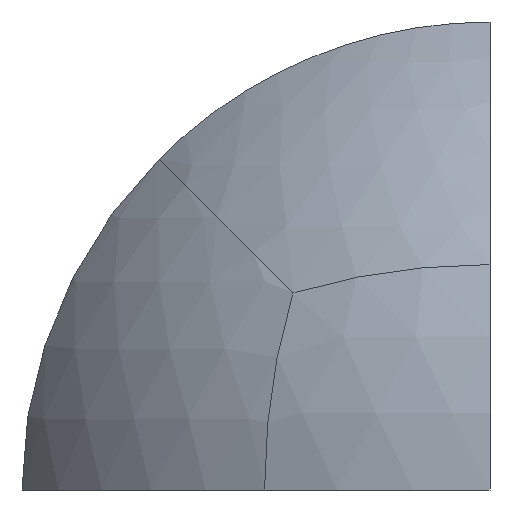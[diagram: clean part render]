
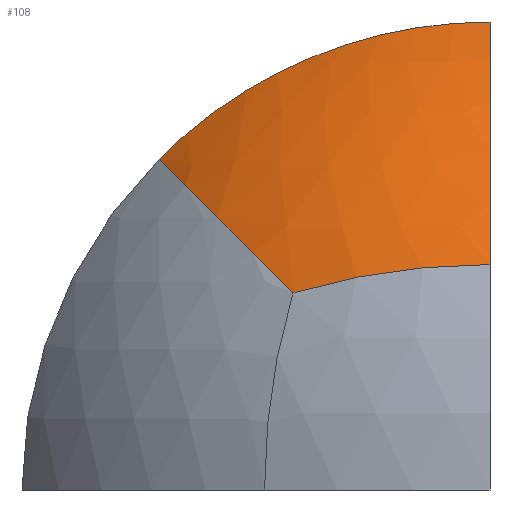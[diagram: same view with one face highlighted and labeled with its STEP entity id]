
A CAD part, left-side view. The second image highlights one B-rep face of the part: STEP entity #108.
In plain terms, the highlighted spherical face has radius 0.37 mm.
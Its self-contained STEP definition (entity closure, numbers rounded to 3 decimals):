
#108=ADVANCED_FACE('',(#132),#133,.T.);
#132=FACE_OUTER_BOUND('',#168,.T.);
#133=SPHERICAL_SURFACE('',#169,0.37);
#168=EDGE_LOOP('',(#229,#230,#231,#232));
#169=AXIS2_PLACEMENT_3D('',#233,#234,#235);
#229=ORIENTED_EDGE('',*,*,#331,.F.);
#230=ORIENTED_EDGE('',*,*,#324,.F.);
#231=ORIENTED_EDGE('',*,*,#321,.F.);
#232=ORIENTED_EDGE('',*,*,#330,.F.);
#233=CARTESIAN_POINT('',(0.243,0.0,0.0));
#234=DIRECTION('',(0.0,0.0,1.0));
#235=DIRECTION('',(1.0,0.0,0.0));
#321=EDGE_CURVE('',#356,#359,#360,.T.);
#324=EDGE_CURVE('',#359,#364,#365,.T.);
#330=EDGE_CURVE('',#372,#356,#374,.T.);
#331=EDGE_CURVE('',#364,#372,#375,.T.);
#356=VERTEX_POINT('',#416);
#359=VERTEX_POINT('',#420);
#360=CIRCLE('',#421,0.37);
#364=VERTEX_POINT('',#426);
#365=CIRCLE('',#427,0.323);
#372=VERTEX_POINT('',#435);
#374=CIRCLE('',#438,0.347);
#375=CIRCLE('',#439,0.37);
#416=CARTESIAN_POINT('',(-0.073,0.136,0.136));
#420=CARTESIAN_POINT('',(0.064,0.229,0.229));
#421=AXIS2_PLACEMENT_3D('',#489,#490,#491);
#426=CARTESIAN_POINT('',(0.063,0.0,0.323));
#427=AXIS2_PLACEMENT_3D('',#496,#497,#498);
#435=CARTESIAN_POINT('',(-0.092,0.0,0.156));
#438=AXIS2_PLACEMENT_3D('',#510,#511,#512);
#439=AXIS2_PLACEMENT_3D('',#513,#514,#515);
#489=CARTESIAN_POINT('',(0.243,0.0,0.0));
#490=DIRECTION('',(-0.0,0.707,-0.707));
#491=DIRECTION('',(0.0,-0.707,-0.707));
#496=CARTESIAN_POINT('',(0.064,0.0,0.0));
#497=DIRECTION('',(1.0,0.0,-0.0));
#498=DIRECTION('',(0.0,0.0,1.0));
#510=CARTESIAN_POINT('',(0.153,0.0,-0.09));
#511=DIRECTION('',(-0.707,-0.0,-0.707));
#512=DIRECTION('',(0.0,-1.0,0.0));
#513=CARTESIAN_POINT('',(0.243,0.0,0.0));
#514=DIRECTION('',(0.0,-1.0,0.0));
#515=DIRECTION('',(0.0,0.0,1.0));
